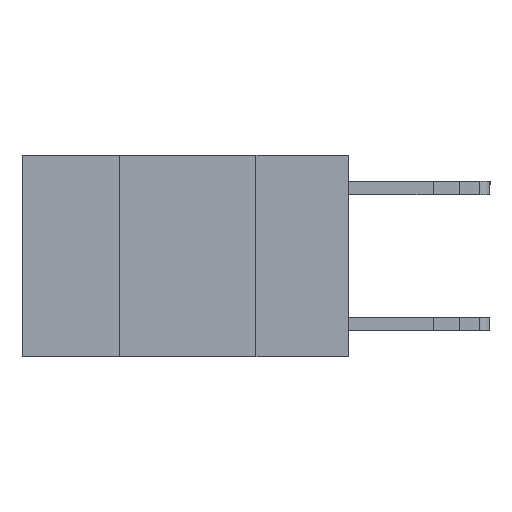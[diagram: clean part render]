
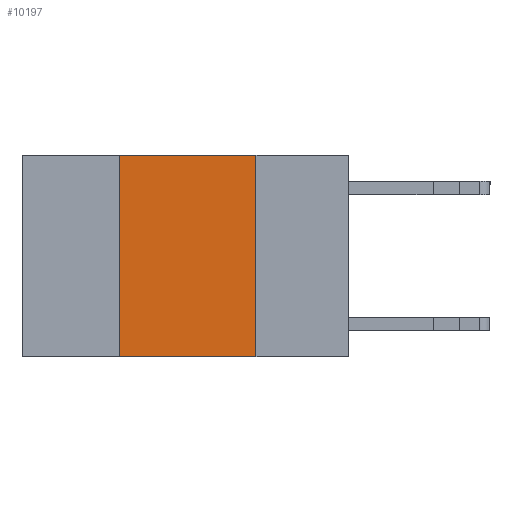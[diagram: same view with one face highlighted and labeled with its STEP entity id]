
A CAD part, left-side view. The second image highlights one B-rep face of the part: STEP entity #10197.
In plain terms, the highlighted planar face has unit normal (-1, 0, 0).
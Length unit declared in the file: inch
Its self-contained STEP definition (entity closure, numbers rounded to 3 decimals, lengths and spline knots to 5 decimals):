
#1433 = VECTOR ( 'NONE', #12615, 39.37008 ) ;
#2456 = FACE_OUTER_BOUND ( 'NONE', #13508, .T. ) ;
#3389 = EDGE_CURVE ( 'NONE', #16601, #6565, #14078, .T. ) ;
#4668 = DIRECTION ( 'NONE',  ( 0., 0., -1. ) ) ;
#4806 = CARTESIAN_POINT ( 'NONE',  ( 0., 0.42, 0. ) ) ;
#5440 = LINE ( 'NONE', #11040, #17994 ) ;
#5528 = DIRECTION ( 'NONE',  ( 0., 0., 1. ) ) ;
#6565 = VERTEX_POINT ( 'NONE', #15184 ) ;
#6765 = VECTOR ( 'NONE', #4668, 39.37008 ) ;
#7206 = EDGE_CURVE ( 'NONE', #11247, #12895, #13574, .T. ) ;
#7658 = CARTESIAN_POINT ( 'NONE',  ( 0., 0.17, -0.37 ) ) ;
#8060 = DIRECTION ( 'NONE',  ( 0., 0., -1. ) ) ;
#8717 = LINE ( 'NONE', #17072, #6765 ) ;
#9271 = CARTESIAN_POINT ( 'NONE',  ( 0., 0.6, 0. ) ) ;
#10197 = ADVANCED_FACE ( 'NONE', ( #2456 ), #17879, .F. ) ;
#10279 = ORIENTED_EDGE ( 'NONE', *, *, #7206, .T. ) ;
#10535 = DIRECTION ( 'NONE',  ( 0., -1., 0. ) ) ;
#11040 = CARTESIAN_POINT ( 'NONE',  ( 0., 0.42, 0. ) ) ;
#11247 = VERTEX_POINT ( 'NONE', #16926 ) ;
#11872 = ORIENTED_EDGE ( 'NONE', *, *, #3389, .F. ) ;
#12121 = DIRECTION ( 'NONE',  ( 1., 0., 0. ) ) ;
#12615 = DIRECTION ( 'NONE',  ( 0., -1., 0. ) ) ;
#12895 = VERTEX_POINT ( 'NONE', #7658 ) ;
#13508 = EDGE_LOOP ( 'NONE', ( #16853, #11872, #13565, #10279 ) ) ;
#13565 = ORIENTED_EDGE ( 'NONE', *, *, #16949, .F. ) ;
#13574 = LINE ( 'NONE', #14666, #13674 ) ;
#13674 = VECTOR ( 'NONE', #10535, 39.37008 ) ;
#13779 = EDGE_CURVE ( 'NONE', #6565, #12895, #8717, .T. ) ;
#14078 = LINE ( 'NONE', #16848, #1433 ) ;
#14646 = AXIS2_PLACEMENT_3D ( 'NONE', #9271, #12121, #8060 ) ;
#14666 = CARTESIAN_POINT ( 'NONE',  ( 0., 0.6, -0.37 ) ) ;
#15184 = CARTESIAN_POINT ( 'NONE',  ( 0., 0.17, 0. ) ) ;
#16601 = VERTEX_POINT ( 'NONE', #4806 ) ;
#16848 = CARTESIAN_POINT ( 'NONE',  ( 0., 0.6, 0. ) ) ;
#16853 = ORIENTED_EDGE ( 'NONE', *, *, #13779, .F. ) ;
#16926 = CARTESIAN_POINT ( 'NONE',  ( 0., 0.42, -0.37 ) ) ;
#16949 = EDGE_CURVE ( 'NONE', #11247, #16601, #5440, .T. ) ;
#17072 = CARTESIAN_POINT ( 'NONE',  ( 0., 0.17, 0. ) ) ;
#17879 = PLANE ( 'NONE',  #14646 ) ;
#17994 = VECTOR ( 'NONE', #5528, 39.37008 ) ;
